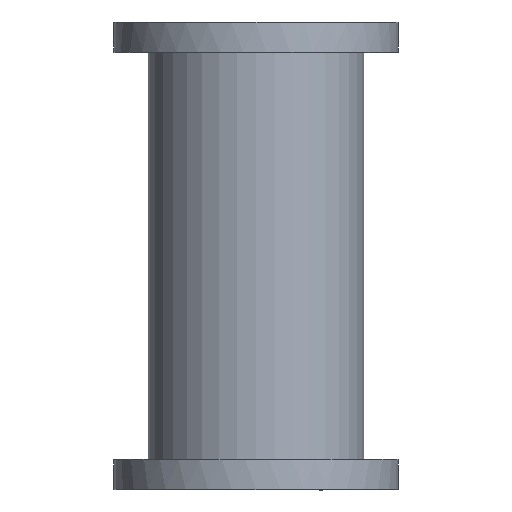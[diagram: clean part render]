
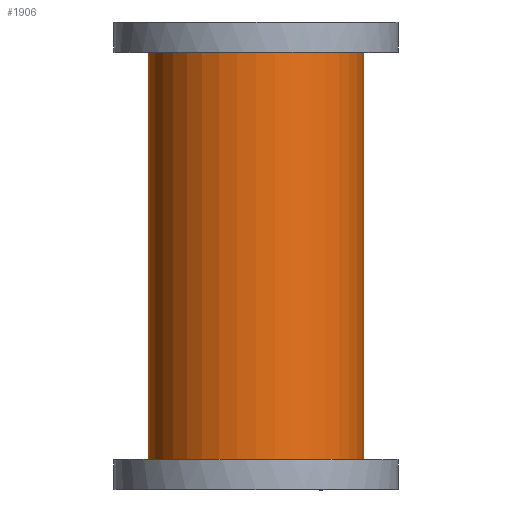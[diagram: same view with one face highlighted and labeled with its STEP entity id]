
A CAD part, front view. The second image highlights one B-rep face of the part: STEP entity #1906.
In plain terms, the highlighted cylindrical face has radius 77 mm (diameter 154 mm), a full revolution.
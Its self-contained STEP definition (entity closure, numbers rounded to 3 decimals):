
#1844=CARTESIAN_POINT('',(-77.,0.,185.));
#1845=VERTEX_POINT('',#1844);
#1846=CARTESIAN_POINT('',(0.0,0.0,185.));
#1847=DIRECTION('',(0.0,0.0,1.0));
#1848=DIRECTION('',(-1.0,0.0,0.0));
#1849=AXIS2_PLACEMENT_3D('',#1846,#1847,#1848);
#1850=CIRCLE('',#1849,77.);
#1851=EDGE_CURVE('',#1845,#1845,#1850,.T.);
#1887=CARTESIAN_POINT('',(0.0,0.0,0.0));
#1888=DIRECTION('',(0.0,0.0,1.0));
#1889=DIRECTION('',(-1.0,0.0,0.0));
#1890=AXIS2_PLACEMENT_3D('',#1887,#1888,#1889);
#1891=CYLINDRICAL_SURFACE('',#1890,77.);
#1892=ORIENTED_EDGE('',*,*,#1851,.T.);
#1893=EDGE_LOOP('',(#1892));
#1894=FACE_OUTER_BOUND('',#1893,.T.);
#1895=CARTESIAN_POINT('',(77.,0.,500.0));
#1896=VERTEX_POINT('',#1895);
#1897=CARTESIAN_POINT('',(0.0,0.0,500.0));
#1898=DIRECTION('',(0.0,0.0,-1.0));
#1899=DIRECTION('',(-1.0,0.0,0.0));
#1900=AXIS2_PLACEMENT_3D('',#1897,#1898,#1899);
#1901=CIRCLE('',#1900,77.);
#1902=EDGE_CURVE('',#1896,#1896,#1901,.T.);
#1903=ORIENTED_EDGE('',*,*,#1902,.T.);
#1904=EDGE_LOOP('',(#1903));
#1905=FACE_BOUND('',#1904,.T.);
#1906=ADVANCED_FACE('',(#1894,#1905),#1891,.T.);
